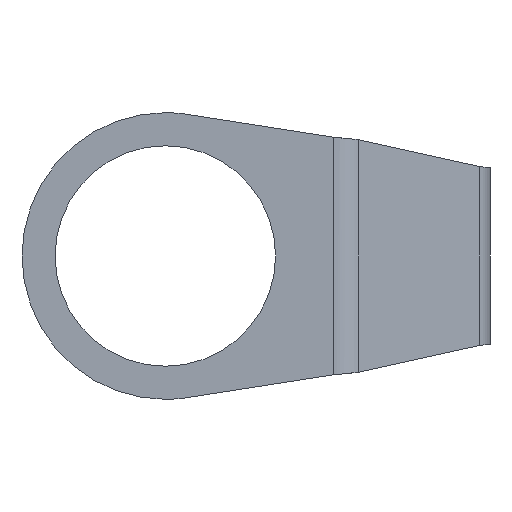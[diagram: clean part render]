
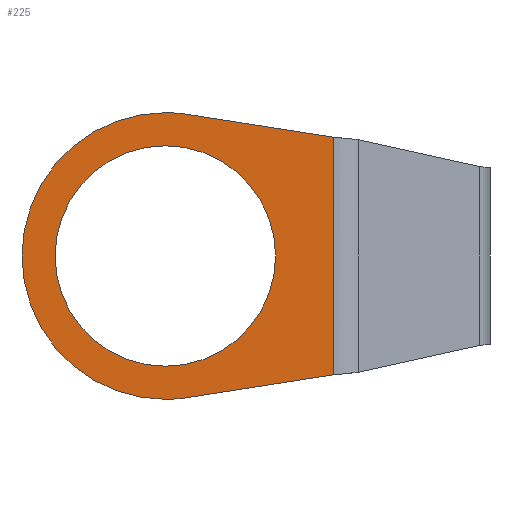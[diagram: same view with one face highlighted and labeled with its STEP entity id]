
A CAD part, left-side view. The second image highlights one B-rep face of the part: STEP entity #225.
In plain terms, the highlighted planar face has unit normal (-1, 0, 0).
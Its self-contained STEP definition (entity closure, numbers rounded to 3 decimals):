
#2 = AXIS2_PLACEMENT_3D ( 'NONE', #579, #866, #62 ) ;
#3 = DIRECTION ( 'NONE',  ( 0., 0., 1. ) ) ;
#11 = CARTESIAN_POINT ( 'NONE',  ( -51.128, 66.109, 32.11 ) ) ;
#62 = DIRECTION ( 'NONE',  ( 0., 0., 1. ) ) ;
#74 = AXIS2_PLACEMENT_3D ( 'NONE', #170, #318, #1637 ) ;
#83 = CARTESIAN_POINT ( 'NONE',  ( -51.128, 71.128, 25. ) ) ;
#91 = DIRECTION ( 'NONE',  ( 1., 0., 0. ) ) ;
#104 = EDGE_LOOP ( 'NONE', ( #490, #147, #673, #1014, #1049, #1668 ) ) ;
#132 = EDGE_LOOP ( 'NONE', ( #943, #143 ) ) ;
#143 = ORIENTED_EDGE ( 'NONE', *, *, #181, .T. ) ;
#147 = ORIENTED_EDGE ( 'NONE', *, *, #195, .T. ) ;
#170 = CARTESIAN_POINT ( 'NONE',  ( -51.128, -128.872, 0. ) ) ;
#181 = EDGE_CURVE ( 'NONE', #1132, #1264, #930, .T. ) ;
#195 = EDGE_CURVE ( 'NONE', #1498, #1064, #1488, .T. ) ;
#202 = CARTESIAN_POINT ( 'NONE',  ( -51.128, 71.128, -32.5 ) ) ;
#223 = CARTESIAN_POINT ( 'NONE',  ( -51.128, 32.96, 26.929 ) ) ;
#225 = ADVANCED_FACE ( 'NONE', ( #841, #965 ), #1247, .F. ) ;
#244 = AXIS2_PLACEMENT_3D ( 'NONE', #1209, #1352, #3 ) ;
#245 = VECTOR ( 'NONE', #711, 1000. ) ;
#249 = CIRCLE ( 'NONE', #1284, 25. ) ;
#318 = DIRECTION ( 'NONE',  ( 1., 0., 0. ) ) ;
#490 = ORIENTED_EDGE ( 'NONE', *, *, #1682, .F. ) ;
#502 = LINE ( 'NONE', #769, #686 ) ;
#512 = CIRCLE ( 'NONE', #665, 32.5 ) ;
#517 = CARTESIAN_POINT ( 'NONE',  ( -51.128, 66.109, -32.11 ) ) ;
#554 = CARTESIAN_POINT ( 'NONE',  ( -51.128, -11.372, 20. ) ) ;
#579 = CARTESIAN_POINT ( 'NONE',  ( -51.128, 71.128, 0. ) ) ;
#581 = CARTESIAN_POINT ( 'NONE',  ( -51.128, 32.96, 0. ) ) ;
#583 = EDGE_CURVE ( 'NONE', #1696, #607, #592, .T. ) ;
#592 = CIRCLE ( 'NONE', #1300, 32.5 ) ;
#607 = VERTEX_POINT ( 'NONE', #202 ) ;
#637 = DIRECTION ( 'NONE',  ( 0., 0.988, -0.154 ) ) ;
#665 = AXIS2_PLACEMENT_3D ( 'NONE', #1144, #91, #1424 ) ;
#673 = ORIENTED_EDGE ( 'NONE', *, *, #1308, .F. ) ;
#686 = VECTOR ( 'NONE', #637, 1000. ) ;
#690 = DIRECTION ( 'NONE',  ( 0., -0.988, -0.154 ) ) ;
#709 = DIRECTION ( 'NONE',  ( 1., 0., 0. ) ) ;
#711 = DIRECTION ( 'NONE',  ( 0., 0., 1. ) ) ;
#769 = CARTESIAN_POINT ( 'NONE',  ( -51.128, -11.372, -20. ) ) ;
#813 = CARTESIAN_POINT ( 'NONE',  ( -51.128, 71.128, 0. ) ) ;
#841 = FACE_BOUND ( 'NONE', #132, .T. ) ;
#866 = DIRECTION ( 'NONE',  ( 1., 0., 0. ) ) ;
#896 = CARTESIAN_POINT ( 'NONE',  ( -51.128, 71.128, 32.5 ) ) ;
#930 = CIRCLE ( 'NONE', #2, 25. ) ;
#943 = ORIENTED_EDGE ( 'NONE', *, *, #1687, .T. ) ;
#965 = FACE_OUTER_BOUND ( 'NONE', #104, .T. ) ;
#972 = LINE ( 'NONE', #554, #1631 ) ;
#1014 = ORIENTED_EDGE ( 'NONE', *, *, #1350, .F. ) ;
#1042 = DIRECTION ( 'NONE',  ( 1., 0., 0. ) ) ;
#1044 = EDGE_CURVE ( 'NONE', #607, #1157, #512, .T. ) ;
#1049 = ORIENTED_EDGE ( 'NONE', *, *, #1044, .F. ) ;
#1064 = VERTEX_POINT ( 'NONE', #223 ) ;
#1132 = VERTEX_POINT ( 'NONE', #83 ) ;
#1144 = CARTESIAN_POINT ( 'NONE',  ( -51.128, 71.128, 0. ) ) ;
#1157 = VERTEX_POINT ( 'NONE', #896 ) ;
#1179 = CARTESIAN_POINT ( 'NONE',  ( -51.128, 71.128, -25. ) ) ;
#1209 = CARTESIAN_POINT ( 'NONE',  ( -51.128, 71.128, 0. ) ) ;
#1247 = PLANE ( 'NONE',  #74 ) ;
#1264 = VERTEX_POINT ( 'NONE', #1179 ) ;
#1268 = CARTESIAN_POINT ( 'NONE',  ( -51.128, 71.128, 0. ) ) ;
#1284 = AXIS2_PLACEMENT_3D ( 'NONE', #813, #1042, #1444 ) ;
#1300 = AXIS2_PLACEMENT_3D ( 'NONE', #1268, #709, #1392 ) ;
#1308 = EDGE_CURVE ( 'NONE', #1363, #1064, #972, .T. ) ;
#1333 = CIRCLE ( 'NONE', #244, 32.5 ) ;
#1350 = EDGE_CURVE ( 'NONE', #1157, #1363, #1333, .T. ) ;
#1352 = DIRECTION ( 'NONE',  ( 1., 0., 0. ) ) ;
#1363 = VERTEX_POINT ( 'NONE', #11 ) ;
#1392 = DIRECTION ( 'NONE',  ( 0., 0., 1. ) ) ;
#1424 = DIRECTION ( 'NONE',  ( 0., 0., 1. ) ) ;
#1444 = DIRECTION ( 'NONE',  ( 0., 0., 1. ) ) ;
#1488 = LINE ( 'NONE', #581, #245 ) ;
#1498 = VERTEX_POINT ( 'NONE', #1520 ) ;
#1520 = CARTESIAN_POINT ( 'NONE',  ( -51.128, 32.96, -26.929 ) ) ;
#1631 = VECTOR ( 'NONE', #690, 1000. ) ;
#1637 = DIRECTION ( 'NONE',  ( 0., 0., 1. ) ) ;
#1668 = ORIENTED_EDGE ( 'NONE', *, *, #583, .F. ) ;
#1682 = EDGE_CURVE ( 'NONE', #1498, #1696, #502, .T. ) ;
#1687 = EDGE_CURVE ( 'NONE', #1264, #1132, #249, .T. ) ;
#1696 = VERTEX_POINT ( 'NONE', #517 ) ;
